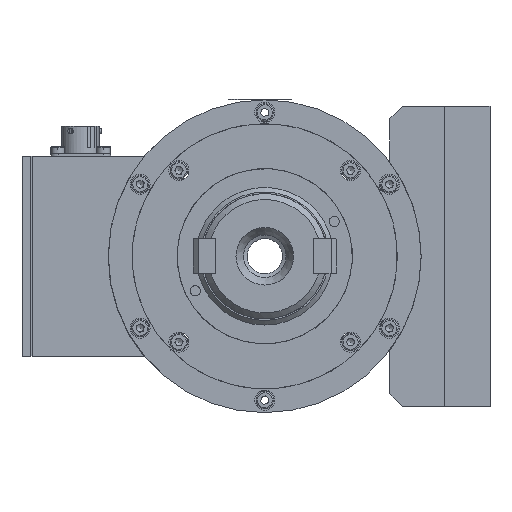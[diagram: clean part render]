
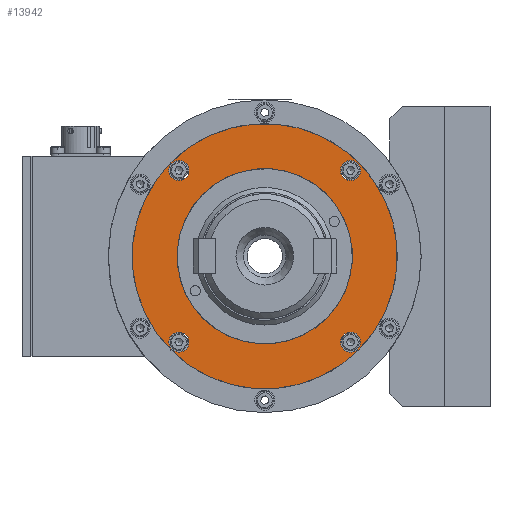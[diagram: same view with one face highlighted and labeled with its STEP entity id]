
A CAD part, left-side view. The second image highlights one B-rep face of the part: STEP entity #13942.
In plain terms, the highlighted planar face has unit normal (-1, 0, 0).
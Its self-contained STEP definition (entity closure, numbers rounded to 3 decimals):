
#539 = CARTESIAN_POINT ( 'NONE',  ( -79.8, 114.749, -24.749 ) ) ;
#699 = CARTESIAN_POINT ( 'NONE',  ( -79.8, 124.295, 34.295 ) ) ;
#862 = CIRCLE ( 'NONE', #34548, 4. ) ;
#1541 = CARTESIAN_POINT ( 'NONE',  ( -79.8, 127.123, -31.466 ) ) ;
#1978 = ORIENTED_EDGE ( 'NONE', *, *, #36649, .F. ) ;
#2203 = CARTESIAN_POINT ( 'NONE',  ( -79.8, 124.295, -34.295 ) ) ;
#2250 = CARTESIAN_POINT ( 'NONE',  ( -79.8, 55.705, -34.295 ) ) ;
#3431 = CIRCLE ( 'NONE', #34711, 53. ) ;
#3640 = DIRECTION ( 'NONE',  ( 1., 0., 0. ) ) ;
#3790 = DIRECTION ( 'NONE',  ( 0., 0.707, 0.707 ) ) ;
#4619 = CIRCLE ( 'NONE', #34348, 4. ) ;
#5294 = ORIENTED_EDGE ( 'NONE', *, *, #35576, .F. ) ;
#5301 = DIRECTION ( 'NONE',  ( 0., 0.707, 0.707 ) ) ;
#5344 = DIRECTION ( 'NONE',  ( 0., 0.707, 0.707 ) ) ;
#5725 = CARTESIAN_POINT ( 'NONE',  ( -79.8, 90., 0. ) ) ;
#5919 = AXIS2_PLACEMENT_3D ( 'NONE', #539, #3640, #25056 ) ;
#6598 = ORIENTED_EDGE ( 'NONE', *, *, #35323, .F. ) ;
#6941 = CARTESIAN_POINT ( 'NONE',  ( -79.8, 55.705, 34.295 ) ) ;
#8753 = DIRECTION ( 'NONE',  ( 0., 0.707, 0.707 ) ) ;
#9966 = DIRECTION ( 'NONE',  ( 0., 0.707, 0.707 ) ) ;
#12390 = EDGE_LOOP ( 'NONE', ( #5294 ) ) ;
#12630 = EDGE_LOOP ( 'NONE', ( #27431 ) ) ;
#13392 = DIRECTION ( 'NONE',  ( -1., 0., 0. ) ) ;
#13785 = CARTESIAN_POINT ( 'NONE',  ( -79.8, 114.749, 24.749 ) ) ;
#13942 = ADVANCED_FACE ( 'NONE', ( #15319, #15129, #15271, #14973, #14945, #15013 ), #21868, .F. ) ;
#14945 = FACE_BOUND ( 'NONE', #37940, .T. ) ;
#14973 = FACE_BOUND ( 'NONE', #35653, .T. ) ;
#15013 = FACE_OUTER_BOUND ( 'NONE', #12630, .T. ) ;
#15129 = FACE_BOUND ( 'NONE', #26140, .T. ) ;
#15271 = FACE_BOUND ( 'NONE', #19777, .T. ) ;
#15319 = FACE_BOUND ( 'NONE', #12390, .T. ) ;
#19777 = EDGE_LOOP ( 'NONE', ( #40241 ) ) ;
#21587 = ORIENTED_EDGE ( 'NONE', *, *, #35114, .F. ) ;
#21868 = PLANE ( 'NONE',  #5919 ) ;
#22009 = DIRECTION ( 'NONE',  ( -1., 0., 0. ) ) ;
#23540 = DIRECTION ( 'NONE',  ( -1., 0., 0. ) ) ;
#23599 = DIRECTION ( 'NONE',  ( -1., 0., 0. ) ) ;
#24641 = VERTEX_POINT ( 'NONE', #13785 ) ;
#24683 = VERTEX_POINT ( 'NONE', #32683 ) ;
#24892 = VERTEX_POINT ( 'NONE', #1541 ) ;
#25039 = VERTEX_POINT ( 'NONE', #35759 ) ;
#25056 = DIRECTION ( 'NONE',  ( 0., -0.707, -0.707 ) ) ;
#25124 = VERTEX_POINT ( 'NONE', #32537 ) ;
#25300 = VERTEX_POINT ( 'NONE', #25941 ) ;
#25941 = CARTESIAN_POINT ( 'NONE',  ( -79.8, 127.477, 37.477 ) ) ;
#26140 = EDGE_LOOP ( 'NONE', ( #6598 ) ) ;
#27237 = DIRECTION ( 'NONE',  ( -1., 0., 0. ) ) ;
#27431 = ORIENTED_EDGE ( 'NONE', *, *, #34687, .T. ) ;
#27471 = CIRCLE ( 'NONE', #33513, 35. ) ;
#28546 = DIRECTION ( 'NONE',  ( -1., 0., 0. ) ) ;
#29874 = CIRCLE ( 'NONE', #33688, 4. ) ;
#32261 = CARTESIAN_POINT ( 'NONE',  ( -79.8, 90., 0. ) ) ;
#32537 = CARTESIAN_POINT ( 'NONE',  ( -79.8, 58.534, -31.466 ) ) ;
#32683 = CARTESIAN_POINT ( 'NONE',  ( -79.8, 58.534, 37.123 ) ) ;
#33513 = AXIS2_PLACEMENT_3D ( 'NONE', #5725, #27237, #8753 ) ;
#33688 = AXIS2_PLACEMENT_3D ( 'NONE', #6941, #28546, #9966 ) ;
#34123 = AXIS2_PLACEMENT_3D ( 'NONE', #2203, #23540, #5301 ) ;
#34348 = AXIS2_PLACEMENT_3D ( 'NONE', #699, #22009, #3790 ) ;
#34548 = AXIS2_PLACEMENT_3D ( 'NONE', #2250, #23599, #5344 ) ;
#34687 = EDGE_CURVE ( 'NONE', #25300, #25300, #3431, .T. ) ;
#34711 = AXIS2_PLACEMENT_3D ( 'NONE', #32261, #13392, #35499 ) ;
#35114 = EDGE_CURVE ( 'NONE', #25124, #25124, #862, .T. ) ;
#35323 = EDGE_CURVE ( 'NONE', #25039, #25039, #4619, .T. ) ;
#35499 = DIRECTION ( 'NONE',  ( 0., 0.707, 0.707 ) ) ;
#35576 = EDGE_CURVE ( 'NONE', #24892, #24892, #38168, .T. ) ;
#35653 = EDGE_LOOP ( 'NONE', ( #21587 ) ) ;
#35759 = CARTESIAN_POINT ( 'NONE',  ( -79.8, 127.123, 37.123 ) ) ;
#36329 = EDGE_CURVE ( 'NONE', #24683, #24683, #29874, .T. ) ;
#36649 = EDGE_CURVE ( 'NONE', #24641, #24641, #27471, .T. ) ;
#37940 = EDGE_LOOP ( 'NONE', ( #1978 ) ) ;
#38168 = CIRCLE ( 'NONE', #34123, 4. ) ;
#40241 = ORIENTED_EDGE ( 'NONE', *, *, #36329, .F. ) ;
